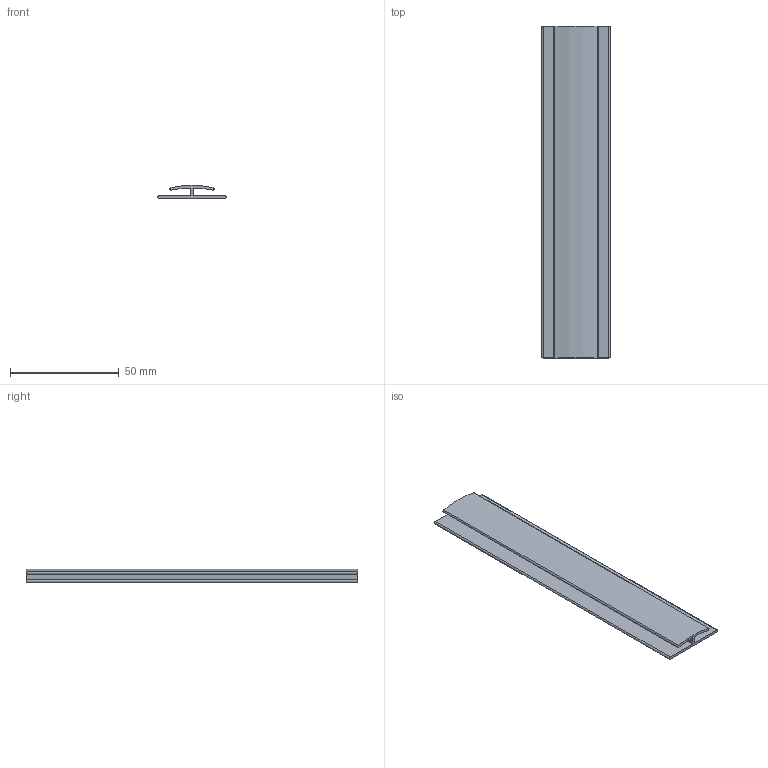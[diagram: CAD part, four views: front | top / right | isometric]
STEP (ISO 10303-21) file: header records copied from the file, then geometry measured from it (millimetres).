
FILE_DESCRIPTION(('', 'CAx-IF Rec.Pracs.---Representation and Presentation of Product Manufacturing Information (PMI)---4.0---2014-10-13'),'2;1');
FILE_NAME('SG2673.STP', '2024-11-05T13:04:44',(''), (''), 'Kubotek Kosmos 3D Framework Version 6.0.14858.14858', 'Kubotek Kosmos 3D Framework', '');
FILE_SCHEMA(('AP242_MANAGED_MODEL_BASED_3D_ENGINEERING_MIM_LF { 1 0 10303 442 4 1 4 }'));
Length unit declared in the file: inch
Bounding box: 31.5 x 152.4 x 5.98 mm (x, y, z)
Volume: 10635.8 mm3; surface area: 17114.9 mm2
Topology: 1 solids, 1 shells, 14 faces, 36 edges, 24 vertices
Faces by surface type: plane 7, cylinder 7
Entity records: 483 total; most frequent: DIRECTION 80, CARTESIAN_POINT 78, ORIENTED_EDGE 72, EDGE_CURVE 36, AXIS2_PLACEMENT_3D 29, VERTEX_POINT 24, VECTOR 22, LINE 22
